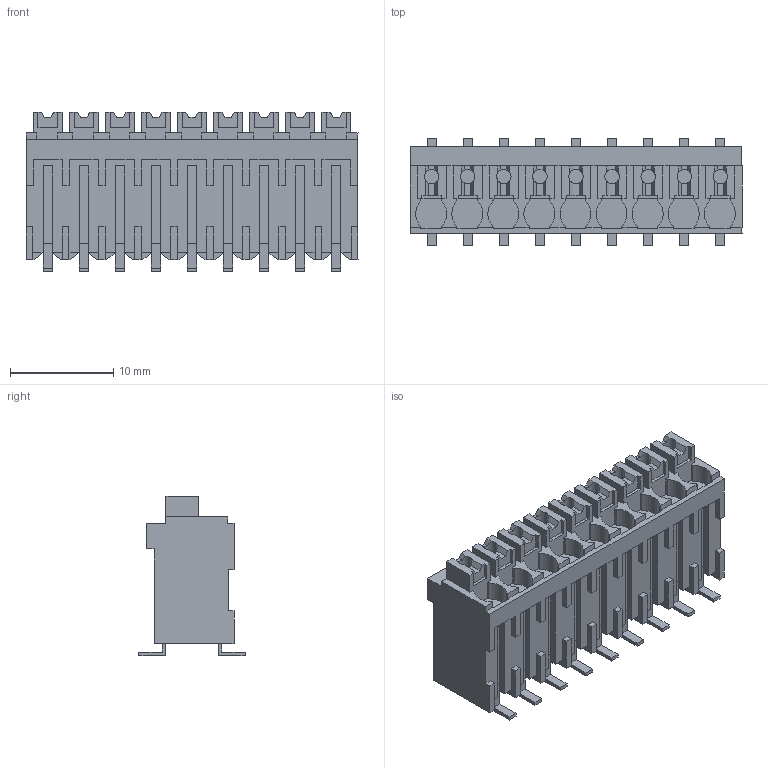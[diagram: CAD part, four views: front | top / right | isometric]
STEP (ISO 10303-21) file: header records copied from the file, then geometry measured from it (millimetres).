
FILE_DESCRIPTION(('CATIA V5 STEP Exchange','CAx-IF Rec.Pracs.--- Model Styling and Organization---1.2---2011-12-15'),'2;1');
FILE_NAME ('D1450261_0_1250440000_1250440000.stp','2018-03-23T13:01:22+00:00',('none'),('Weidmueller'),'CATIA Version 5-6 Release 2014','CATIA V5 STEP AP214','none');
FILE_SCHEMA(('AUTOMOTIVE_DESIGN { 1 0 10303 214 1 1 1 1 }'));
Length unit declared in the file: millimetre
Products named in the file (1): 1250440000
Bounding box: 32.2 x 10.3 x 15.46 mm (x, y, z)
Volume: 2569.5 mm3; surface area: 3040.1 mm2
Topology: 28 solids, 28 shells, 736 faces, 2111 edges, 1422 vertices
Faces by surface type: plane 700, cylinder 36
Entity records: 22110 total; most frequent: CARTESIAN_POINT 4444, ORIENTED_EDGE 4222, DIRECTION 2725, EDGE_CURVE 2111, VECTOR 1967, LINE 1967, VERTEX_POINT 1422, EDGE_LOOP 745
